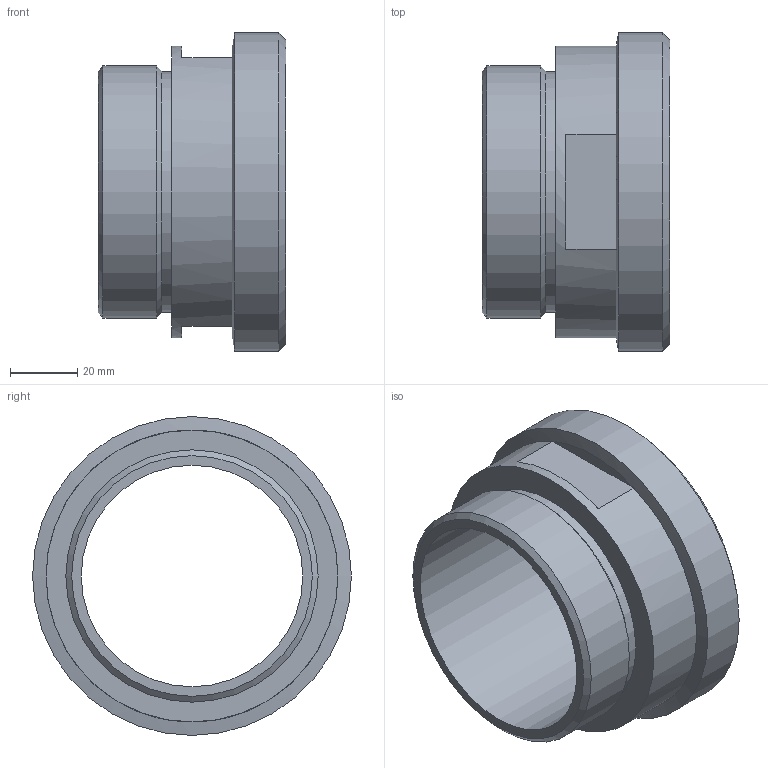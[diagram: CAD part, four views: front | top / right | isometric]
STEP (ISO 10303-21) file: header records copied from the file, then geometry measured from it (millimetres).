
FILE_DESCRIPTION((''),'2;1');
FILE_NAME('12800065X.stp','2010-08-05T14:26:07',('thilbrands'),(''),'Autodesk Inventor 2008','Autodesk Inventor 2008','');
FILE_SCHEMA(('AUTOMOTIVE_DESIGN { 1 0 10303 214 1 1 1 1 }'));
Length unit declared in the file: millimetre
Products named in the file (1): ENG-005067
Bounding box: 56 x 95 x 95 mm (x, y, z)
Volume: 101154.6 mm3; surface area: 35468.9 mm2
Topology: 1 solids, 1 shells, 23 faces, 43 edges, 25 vertices
Faces by surface type: plane 9, cylinder 7, cone 5, bspline 2
Full cylindrical faces by diameter (mm): 66 x1, 71 x1, 71.7 x1, 75.184 x1, 80.8 x1, 87 x1, 95 x1
Entity records: 532 total; most frequent: DIRECTION 96, CARTESIAN_POINT 84, ORIENTED_EDGE 60, AXIS2_PLACEMENT_3D 44, EDGE_LOOP 40, EDGE_CURVE 30, VERTEX_POINT 24, FACE_OUTER_BOUND 23
